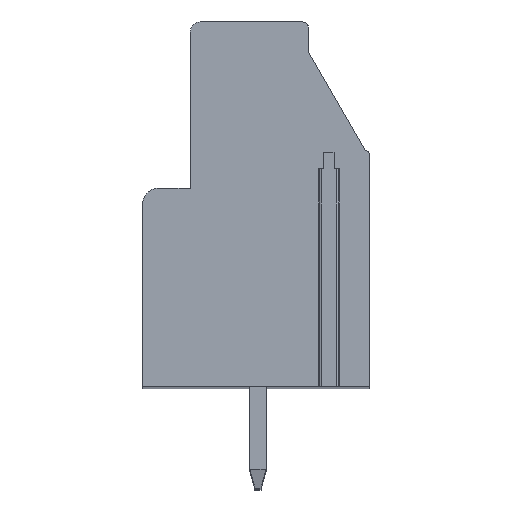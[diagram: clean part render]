
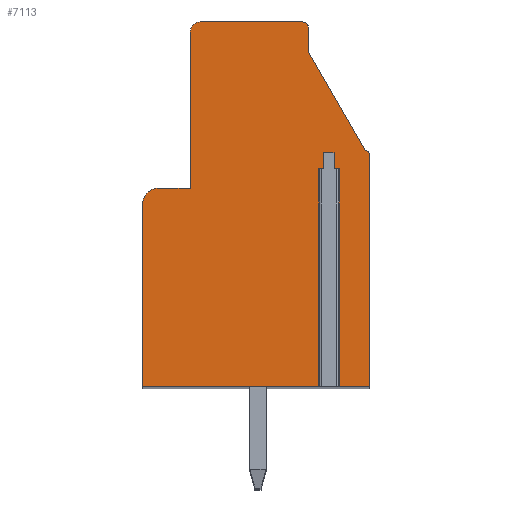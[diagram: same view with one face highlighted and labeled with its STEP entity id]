
A CAD part, top view. The second image highlights one B-rep face of the part: STEP entity #7113.
In plain terms, the highlighted planar face has unit normal (0, 0, 1).
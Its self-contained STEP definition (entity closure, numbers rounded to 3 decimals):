
#2259=DIRECTION('',(-1.,0.,0.));
#2260=VECTOR('',#2259,0.5);
#2261=CARTESIAN_POINT('',(3.85,2.55,3.75));
#2262=LINE('',#2261,#2260);
#2263=DIRECTION('',(0.,1.,0.));
#2264=VECTOR('',#2263,0.8);
#2265=CARTESIAN_POINT('',(3.35,1.75,3.75));
#2266=LINE('',#2265,#2264);
#2267=DIRECTION('',(0.,1.,0.));
#2268=VECTOR('',#2267,10.75);
#2269=CARTESIAN_POINT('',(3.35,-9.,3.75));
#2270=LINE('',#2269,#2268);
#2271=DIRECTION('',(1.,0.,0.));
#2272=VECTOR('',#2271,8.95);
#2273=CARTESIAN_POINT('',(-5.6,-9.,3.75));
#2274=LINE('',#2273,#2272);
#2275=DIRECTION('',(0.,-1.,0.));
#2276=VECTOR('',#2275,9.);
#2277=CARTESIAN_POINT('',(-5.6,0.,3.75));
#2278=LINE('',#2277,#2276);
#2279=CARTESIAN_POINT('',(-4.8,0.,3.75));
#2280=DIRECTION('',(0.,0.,1.));
#2281=DIRECTION('',(0.,1.,0.));
#2282=AXIS2_PLACEMENT_3D('',#2279,#2280,#2281);
#2284=DIRECTION('',(-1.,0.,0.));
#2285=VECTOR('',#2284,1.55);
#2286=CARTESIAN_POINT('',(-3.25,0.8,3.75));
#2287=LINE('',#2286,#2285);
#2288=DIRECTION('',(0.,-1.,0.));
#2289=VECTOR('',#2288,7.7);
#2290=CARTESIAN_POINT('',(-3.25,8.5,3.75));
#2291=LINE('',#2290,#2289);
#2292=CARTESIAN_POINT('',(-2.75,8.5,3.75));
#2293=DIRECTION('',(0.,0.,1.));
#2294=DIRECTION('',(0.,1.,0.));
#2295=AXIS2_PLACEMENT_3D('',#2292,#2293,#2294);
#2297=DIRECTION('',(-1.,0.,0.));
#2298=VECTOR('',#2297,5.05);
#2299=CARTESIAN_POINT('',(2.3,9.,3.75));
#2300=LINE('',#2299,#2298);
#2301=CARTESIAN_POINT('',(2.3,8.7,3.75));
#2302=DIRECTION('',(0.,0.,1.));
#2303=DIRECTION('',(1.,0.,0.));
#2304=AXIS2_PLACEMENT_3D('',#2301,#2302,#2303);
#2306=DIRECTION('',(0.,1.,0.));
#2307=VECTOR('',#2306,1.2);
#2308=CARTESIAN_POINT('',(2.6,7.5,3.75));
#2309=LINE('',#2308,#2307);
#2310=DIRECTION('',(-0.5,0.866,0.));
#2311=VECTOR('',#2310,5.6);
#2312=CARTESIAN_POINT('',(5.4,2.65,3.75));
#2313=LINE('',#2312,#2311);
#2314=CARTESIAN_POINT('',(5.4,2.45,3.75));
#2315=DIRECTION('',(0.,0.,1.));
#2316=DIRECTION('',(1.,0.,0.));
#2317=AXIS2_PLACEMENT_3D('',#2314,#2315,#2316);
#2319=DIRECTION('',(0.,1.,0.));
#2320=VECTOR('',#2319,11.45);
#2321=CARTESIAN_POINT('',(5.6,-9.,3.75));
#2322=LINE('',#2321,#2320);
#2323=DIRECTION('',(1.,0.,0.));
#2324=VECTOR('',#2323,1.75);
#2325=CARTESIAN_POINT('',(3.85,-9.,3.75));
#2326=LINE('',#2325,#2324);
#2327=DIRECTION('',(0.,1.,0.));
#2328=VECTOR('',#2327,10.75);
#2329=CARTESIAN_POINT('',(3.85,-9.,3.75));
#2330=LINE('',#2329,#2328);
#2331=DIRECTION('',(0.,1.,0.));
#2332=VECTOR('',#2331,0.8);
#2333=CARTESIAN_POINT('',(3.85,1.75,3.75));
#2334=LINE('',#2333,#2332);
#3405=CARTESIAN_POINT('',(5.6,-9.,3.75));
#3406=CARTESIAN_POINT('',(5.6,2.45,3.75));
#3407=VERTEX_POINT('',#3405);
#3408=VERTEX_POINT('',#3406);
#3409=CARTESIAN_POINT('',(5.4,2.65,3.75));
#3410=VERTEX_POINT('',#3409);
#3411=CARTESIAN_POINT('',(2.6,7.5,3.75));
#3412=VERTEX_POINT('',#3411);
#3414=CARTESIAN_POINT('',(-5.6,-9.,3.75));
#3416=VERTEX_POINT('',#3414);
#3433=CARTESIAN_POINT('',(3.35,-9.,3.75));
#3434=VERTEX_POINT('',#3433);
#3435=CARTESIAN_POINT('',(3.85,-9.,3.75));
#3436=VERTEX_POINT('',#3435);
#3606=CARTESIAN_POINT('',(-3.25,0.8,3.75));
#3608=VERTEX_POINT('',#3606);
#3613=CARTESIAN_POINT('',(-4.8,0.8,3.75));
#3614=VERTEX_POINT('',#3613);
#3615=CARTESIAN_POINT('',(-5.6,0.,3.75));
#3616=VERTEX_POINT('',#3615);
#3621=CARTESIAN_POINT('',(-2.75,9.,3.75));
#3622=VERTEX_POINT('',#3621);
#3623=CARTESIAN_POINT('',(-3.25,8.5,3.75));
#3624=VERTEX_POINT('',#3623);
#3629=CARTESIAN_POINT('',(2.6,8.7,3.75));
#3630=VERTEX_POINT('',#3629);
#3631=CARTESIAN_POINT('',(2.3,9.,3.75));
#3632=VERTEX_POINT('',#3631);
#3637=CARTESIAN_POINT('',(3.85,2.55,3.75));
#3638=CARTESIAN_POINT('',(3.35,2.55,3.75));
#3639=VERTEX_POINT('',#3637);
#3640=VERTEX_POINT('',#3638);
#3641=CARTESIAN_POINT('',(3.35,1.75,3.75));
#3642=VERTEX_POINT('',#3641);
#3643=CARTESIAN_POINT('',(3.85,1.75,3.75));
#3644=VERTEX_POINT('',#3643);
#7083=CARTESIAN_POINT('',(0.,0.,3.75));
#7084=DIRECTION('',(0.,0.,1.));
#7085=DIRECTION('',(1.,0.,0.));
#7086=AXIS2_PLACEMENT_3D('',#7083,#7084,#7085);
#7087=PLANE('',#7086);
#7089=ORIENTED_EDGE('',*,*,#7088,.T.);
#7091=ORIENTED_EDGE('',*,*,#7090,.F.);
#7093=ORIENTED_EDGE('',*,*,#7092,.F.);
#7094=ORIENTED_EDGE('',*,*,#6880,.F.);
#7095=ORIENTED_EDGE('',*,*,#7076,.F.);
#7096=ORIENTED_EDGE('',*,*,#4321,.F.);
#7097=ORIENTED_EDGE('',*,*,#4337,.F.);
#7098=ORIENTED_EDGE('',*,*,#4349,.F.);
#7099=ORIENTED_EDGE('',*,*,#4364,.F.);
#7100=ORIENTED_EDGE('',*,*,#4379,.F.);
#7101=ORIENTED_EDGE('',*,*,#6728,.F.);
#7102=ORIENTED_EDGE('',*,*,#6743,.F.);
#7103=ORIENTED_EDGE('',*,*,#6756,.F.);
#7104=ORIENTED_EDGE('',*,*,#6770,.F.);
#7105=ORIENTED_EDGE('',*,*,#6784,.F.);
#7106=ORIENTED_EDGE('',*,*,#6892,.F.);
#7108=ORIENTED_EDGE('',*,*,#7107,.T.);
#7110=ORIENTED_EDGE('',*,*,#7109,.T.);
#7111=EDGE_LOOP('',(#7089,#7091,#7093,#7094,#7095,#7096,#7097,#7098,#7099,#7100,
#7101,#7102,#7103,#7104,#7105,#7106,#7108,#7110));
#7112=FACE_OUTER_BOUND('',#7111,.F.);
#2283=CIRCLE('',#2282,0.8);
#2296=CIRCLE('',#2295,0.5);
#2305=CIRCLE('',#2304,0.3);
#2318=CIRCLE('',#2317,0.2);
#4321=EDGE_CURVE('',#3614,#3616,#2283,.T.);
#4337=EDGE_CURVE('',#3608,#3614,#2287,.T.);
#4349=EDGE_CURVE('',#3624,#3608,#2291,.T.);
#4364=EDGE_CURVE('',#3622,#3624,#2296,.T.);
#4379=EDGE_CURVE('',#3632,#3622,#2300,.T.);
#6728=EDGE_CURVE('',#3630,#3632,#2305,.T.);
#6743=EDGE_CURVE('',#3412,#3630,#2309,.T.);
#6756=EDGE_CURVE('',#3410,#3412,#2313,.T.);
#6770=EDGE_CURVE('',#3408,#3410,#2318,.T.);
#6784=EDGE_CURVE('',#3407,#3408,#2322,.T.);
#6880=EDGE_CURVE('',#3416,#3434,#2274,.T.);
#6892=EDGE_CURVE('',#3436,#3407,#2326,.T.);
#7076=EDGE_CURVE('',#3616,#3416,#2278,.T.);
#7088=EDGE_CURVE('',#3639,#3640,#2262,.T.);
#7090=EDGE_CURVE('',#3642,#3640,#2266,.T.);
#7092=EDGE_CURVE('',#3434,#3642,#2270,.T.);
#7107=EDGE_CURVE('',#3436,#3644,#2330,.T.);
#7109=EDGE_CURVE('',#3644,#3639,#2334,.T.);
#7113=ADVANCED_FACE('',(#7112),#7087,.T.);
